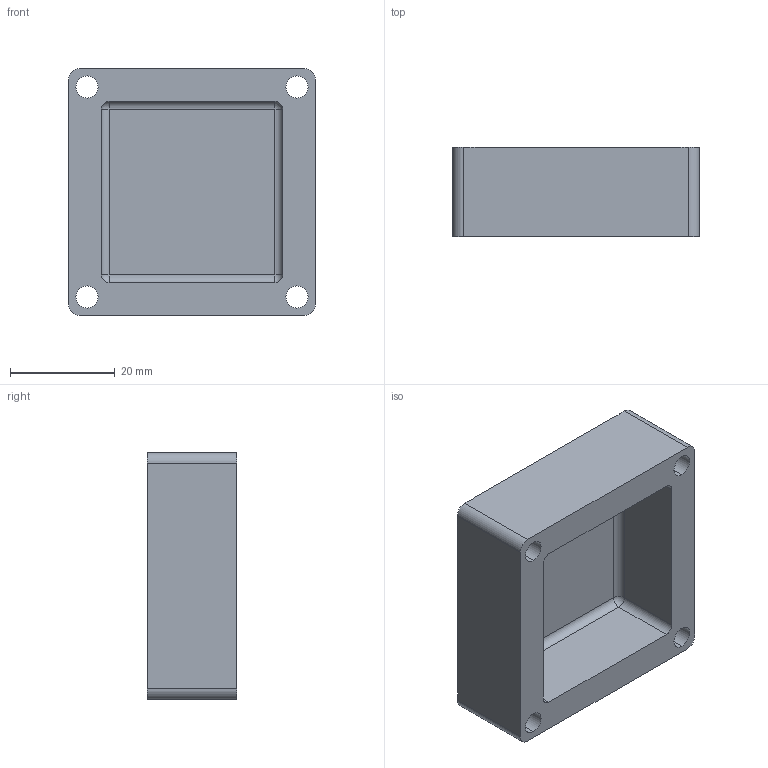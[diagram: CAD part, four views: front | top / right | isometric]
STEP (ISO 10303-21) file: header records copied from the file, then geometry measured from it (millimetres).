
FILE_DESCRIPTION (( 'STEP AP203' ), '1' );
FILE_NAME ('OCXO_up.STEP', '2022-01-26T02:52:22', ( '' ), ( '' ), 'SwSTEP 2.0', 'SolidWorks 2021', '' );
FILE_SCHEMA (( 'CONFIG_CONTROL_DESIGN' ));
Length unit declared in the file: millimetre
Products named in the file (1): OCXO_up
Bounding box: 47 x 17 x 47 mm (x, y, z)
Volume: 19511.6 mm3; surface area: 10146.3 mm2
Topology: 1 solids, 1 shells, 47 faces, 128 edges, 76 vertices
Faces by surface type: cylinder 20, plane 15, cone 8, sphere 4
Entity records: 1563 total; most frequent: CARTESIAN_POINT 292, DIRECTION 260, ORIENTED_EDGE 248, EDGE_CURVE 124, AXIS2_PLACEMENT_3D 100, VERTEX_POINT 76, VECTOR 60, LINE 60
